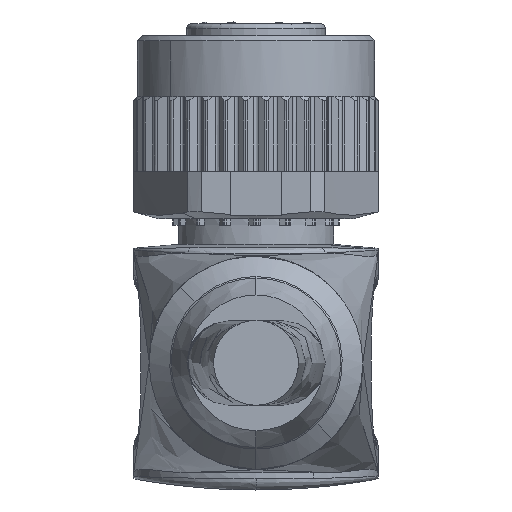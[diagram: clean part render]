
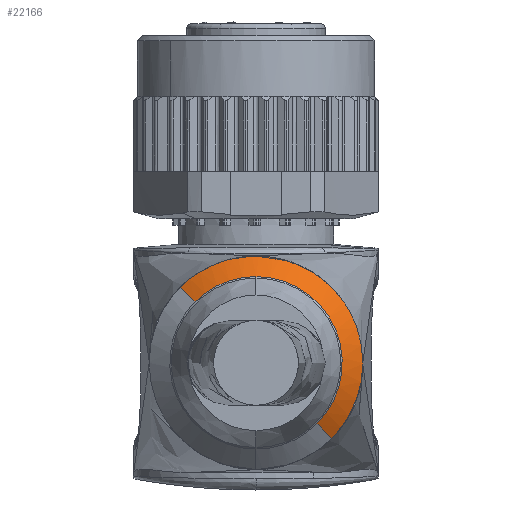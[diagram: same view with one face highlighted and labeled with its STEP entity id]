
A CAD part, front view. The second image highlights one B-rep face of the part: STEP entity #22166.
In plain terms, the highlighted conical face has half-angle 45 degrees and reference radius 5.086 mm.
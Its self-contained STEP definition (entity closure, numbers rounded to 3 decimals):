
#161 = DIRECTION ( 'NONE',  ( 0., 0., -1. ) ) ;
#191 = LINE ( 'NONE', #22075, #11263 ) ;
#258 = CARTESIAN_POINT ( 'NONE',  ( 4.454, -13.25, -24.455 ) ) ;
#295 = EDGE_CURVE ( 'NONE', #18035, #23185, #25142, .T. ) ;
#482 = B_SPLINE_CURVE_WITH_KNOTS ( 'NONE', 3,
 ( #11683, #9634, #5762, #15483, #23501, #7873 ),
 .UNSPECIFIED., .F., .F.,
 ( 4, 2, 4 ),
 ( 0., 0.5, 1. ),
 .UNSPECIFIED. ) ;
#569 = ORIENTED_EDGE ( 'NONE', *, *, #295, .T. ) ;
#611 = VERTEX_POINT ( 'NONE', #11510 ) ;
#793 = EDGE_CURVE ( 'NONE', #2495, #20748, #18236, .T. ) ;
#1639 = AXIS2_PLACEMENT_3D ( 'NONE', #9469, #23184, #161 ) ;
#1661 = CARTESIAN_POINT ( 'NONE',  ( 5.352, -13.25, -16.676 ) ) ;
#2199 = CARTESIAN_POINT ( 'NONE',  ( -4.454, -13.25, -15.545 ) ) ;
#2318 = CARTESIAN_POINT ( 'NONE',  ( 0., -14.464, -14.914 ) ) ;
#2322 = EDGE_LOOP ( 'NONE', ( #7711, #8462, #14320, #23389, #17202, #569, #4280, #13680, #21058 ) ) ;
#2495 = VERTEX_POINT ( 'NONE', #2318 ) ;
#3965 = CARTESIAN_POINT ( 'NONE',  ( 6.3, -13.25, -20.074 ) ) ;
#4148 = CIRCLE ( 'NONE', #23344, 5.086 ) ;
#4280 = ORIENTED_EDGE ( 'NONE', *, *, #5398, .T. ) ;
#5216 = VERTEX_POINT ( 'NONE', #1661 ) ;
#5236 = CARTESIAN_POINT ( 'NONE',  ( 6.3, -13.25, -20.074 ) ) ;
#5398 = EDGE_CURVE ( 'NONE', #23185, #5216, #482, .T. ) ;
#5495 = CARTESIAN_POINT ( 'NONE',  ( 6.3, -13.25, -20.05 ) ) ;
#5762 = CARTESIAN_POINT ( 'NONE',  ( 6.219, -13.25, -18.834 ) ) ;
#6026 = VECTOR ( 'NONE', #11894, 1000. ) ;
#6407 = CARTESIAN_POINT ( 'NONE',  ( 3.596, -14.464, -23.597 ) ) ;
#6779 = EDGE_CURVE ( 'NONE', #11367, #7650, #191, .T. ) ;
#7650 = VERTEX_POINT ( 'NONE', #9700 ) ;
#7689 = EDGE_CURVE ( 'NONE', #17889, #20748, #17471, .T. ) ;
#7711 = ORIENTED_EDGE ( 'NONE', *, *, #6779, .T. ) ;
#7734 = DIRECTION ( 'NONE',  ( -0.707, 0., 0.707 ) ) ;
#7873 = CARTESIAN_POINT ( 'NONE',  ( 5.352, -13.25, -16.676 ) ) ;
#7962 = CARTESIAN_POINT ( 'NONE',  ( 6.295, -13.25, -20.481 ) ) ;
#8096 = CONICAL_SURFACE ( 'NONE', #1639, 5.086, 0.785 ) ;
#8462 = ORIENTED_EDGE ( 'NONE', *, *, #14443, .T. ) ;
#8874 = DIRECTION ( 'NONE',  ( 0., 1., 0. ) ) ;
#8978 = CARTESIAN_POINT ( 'NONE',  ( 6.3, -13.25, -20.074 ) ) ;
#9175 = CARTESIAN_POINT ( 'NONE',  ( 0., -14.464, -20. ) ) ;
#9469 = CARTESIAN_POINT ( 'NONE',  ( 0., -14.464, -20. ) ) ;
#9634 = CARTESIAN_POINT ( 'NONE',  ( 6.3, -13.25, -19.418 ) ) ;
#9700 = CARTESIAN_POINT ( 'NONE',  ( -3.596, -14.464, -16.403 ) ) ;
#9709 = AXIS2_PLACEMENT_3D ( 'NONE', #17481, #19508, #7734 ) ;
#10359 = DIRECTION ( 'NONE',  ( -0.707, 0., 0.707 ) ) ;
#11263 = VECTOR ( 'NONE', #12212, 1000. ) ;
#11367 = VERTEX_POINT ( 'NONE', #2199 ) ;
#11510 = CARTESIAN_POINT ( 'NONE',  ( -2.651, -13.25, -14.285 ) ) ;
#11669 = CARTESIAN_POINT ( 'NONE',  ( 4.454, -13.25, -24.455 ) ) ;
#11683 = CARTESIAN_POINT ( 'NONE',  ( 6.3, -13.25, -20.001 ) ) ;
#11894 = DIRECTION ( 'NONE',  ( -0.5, -0.707, 0.5 ) ) ;
#12094 = CARTESIAN_POINT ( 'NONE',  ( 5.964, -13.25, -22.07 ) ) ;
#12212 = DIRECTION ( 'NONE',  ( 0.5, -0.707, -0.5 ) ) ;
#13037 = DIRECTION ( 'NONE',  ( 0., 0., 1. ) ) ;
#13680 = ORIENTED_EDGE ( 'NONE', *, *, #17283, .F. ) ;
#13834 = CARTESIAN_POINT ( 'NONE',  ( 6.3, -13.25, -20.001 ) ) ;
#13850 = EDGE_CURVE ( 'NONE', #18035, #17889, #17101, .T. ) ;
#14320 = ORIENTED_EDGE ( 'NONE', *, *, #793, .T. ) ;
#14443 = EDGE_CURVE ( 'NONE', #7650, #2495, #4148, .T. ) ;
#15026 = DIRECTION ( 'NONE',  ( 0., 1., 0. ) ) ;
#15483 = CARTESIAN_POINT ( 'NONE',  ( 5.898, -13.25, -17.711 ) ) ;
#15970 = CARTESIAN_POINT ( 'NONE',  ( 6.085, -13.25, -21.682 ) ) ;
#16108 = FACE_OUTER_BOUND ( 'NONE', #2322, .T. ) ;
#16113 = CARTESIAN_POINT ( 'NONE',  ( 0., -14.464, -20. ) ) ;
#16148 = CARTESIAN_POINT ( 'NONE',  ( 4.743, -13.25, -24.167 ) ) ;
#16805 = CARTESIAN_POINT ( 'NONE',  ( 4.454, -13.25, -24.455 ) ) ;
#17101 = B_SPLINE_CURVE_WITH_KNOTS ( 'NONE', 3,
 ( #3965, #7962, #23932, #15970, #12094, #19806, #18031, #21703, #16148, #258 ),
 .UNSPECIFIED., .F., .F.,
 ( 4, 2, 2, 2, 4 ),
 ( 0., 0.25, 0.5, 0.75, 1. ),
 .UNSPECIFIED. ) ;
#17202 = ORIENTED_EDGE ( 'NONE', *, *, #13850, .F. ) ;
#17283 = EDGE_CURVE ( 'NONE', #611, #5216, #19946, .T. ) ;
#17471 = LINE ( 'NONE', #11669, #6026 ) ;
#17481 = CARTESIAN_POINT ( 'NONE',  ( 0., -13.25, -20. ) ) ;
#17889 = VERTEX_POINT ( 'NONE', #16805 ) ;
#17898 = AXIS2_PLACEMENT_3D ( 'NONE', #9175, #15026, #13037 ) ;
#18031 = CARTESIAN_POINT ( 'NONE',  ( 5.455, -13.25, -23.178 ) ) ;
#18035 = VERTEX_POINT ( 'NONE', #8978 ) ;
#18236 = CIRCLE ( 'NONE', #17898, 5.086 ) ;
#19138 = CARTESIAN_POINT ( 'NONE',  ( 6.3, -13.25, -20.026 ) ) ;
#19217 = CARTESIAN_POINT ( 'NONE',  ( 6.3, -13.25, -20.001 ) ) ;
#19508 = DIRECTION ( 'NONE',  ( 0., 1., 0. ) ) ;
#19806 = CARTESIAN_POINT ( 'NONE',  ( 5.648, -13.25, -22.82 ) ) ;
#19946 = CIRCLE ( 'NONE', #25083, 6.3 ) ;
#20748 = VERTEX_POINT ( 'NONE', #6407 ) ;
#20801 = CARTESIAN_POINT ( 'NONE',  ( 0., -13.25, -20. ) ) ;
#21058 = ORIENTED_EDGE ( 'NONE', *, *, #23154, .F. ) ;
#21703 = CARTESIAN_POINT ( 'NONE',  ( 5.001, -13.25, -23.854 ) ) ;
#22075 = CARTESIAN_POINT ( 'NONE',  ( -4.454, -13.25, -15.545 ) ) ;
#22166 = ADVANCED_FACE ( 'NONE', ( #16108 ), #8096, .T. ) ;
#23154 = EDGE_CURVE ( 'NONE', #11367, #611, #23455, .T. ) ;
#23184 = DIRECTION ( 'NONE',  ( 0., 1., 0. ) ) ;
#23185 = VERTEX_POINT ( 'NONE', #13834 ) ;
#23344 = AXIS2_PLACEMENT_3D ( 'NONE', #16113, #23901, #10359 ) ;
#23389 = ORIENTED_EDGE ( 'NONE', *, *, #7689, .F. ) ;
#23455 = CIRCLE ( 'NONE', #9709, 6.3 ) ;
#23501 = CARTESIAN_POINT ( 'NONE',  ( 5.66, -13.25, -17.172 ) ) ;
#23901 = DIRECTION ( 'NONE',  ( 0., 1., 0. ) ) ;
#23932 = CARTESIAN_POINT ( 'NONE',  ( 6.251, -13.25, -20.885 ) ) ;
#24756 = DIRECTION ( 'NONE',  ( -0.421, 0., 0.907 ) ) ;
#25083 = AXIS2_PLACEMENT_3D ( 'NONE', #20801, #8874, #24756 ) ;
#25142 = B_SPLINE_CURVE_WITH_KNOTS ( 'NONE', 3,
 ( #5236, #5495, #19138, #19217 ),
 .UNSPECIFIED., .F., .F.,
 ( 4, 4 ),
 ( 0., 1. ),
 .UNSPECIFIED. ) ;
